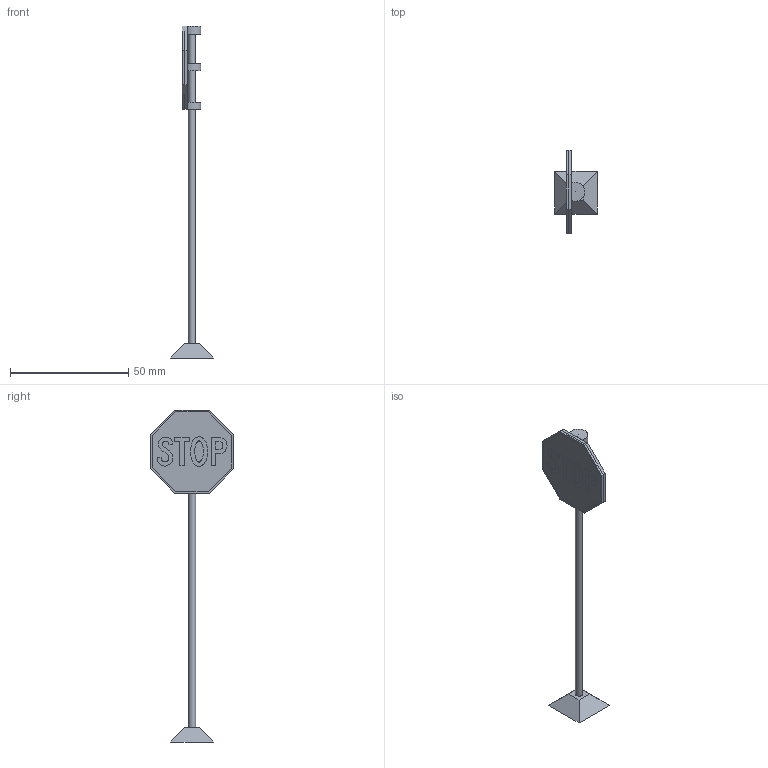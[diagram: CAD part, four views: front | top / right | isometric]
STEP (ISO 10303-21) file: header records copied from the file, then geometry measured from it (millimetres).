
FILE_DESCRIPTION(('HOOPS Exchange Step'),'2;1');
FILE_NAME('temp_export','2025-05-16T00:45:37-05:00',('mobile'),('Shapr3D Limited'),'HOOPS Exchange 2024.8','Shapr3D','Authorized');
FILE_SCHEMA( ('AP242_MANAGED_MODEL_BASED_3D_ENGINEERING_MIM_LF {1 0 10303 442 1 1 4}') );
Length unit declared in the file: millimetre
Products named in the file (4): Folder 01; Folder 03; Folder 02; root
Assembly tree (3 placements, depth 3):
  root
    Folder 02
      Folder 01
      Folder 03
Bounding box: 18.19 x 35.24 x 140.67 mm (x, y, z)
Volume: 4468.7 mm3; surface area: 7468.4 mm2
Topology: 11 solids, 11 shells, 123 faces, 314 edges, 211 vertices
Faces by surface type: plane 97, bspline 10, cylinder 8, cone 6, extrusion 2
Full cylindrical faces by diameter (mm): 2.972 x1, 3.219 x4
Entity records: 4528 total; most frequent: CARTESIAN_POINT 1423, ORIENTED_EDGE 626, DIRECTION 563, EDGE_CURVE 313, VECTOR 249, LINE 247, VERTEX_POINT 211, AXIS2_PLACEMENT_3D 157
